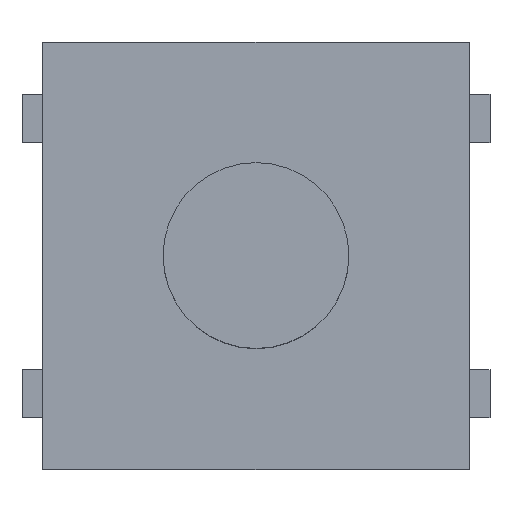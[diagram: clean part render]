
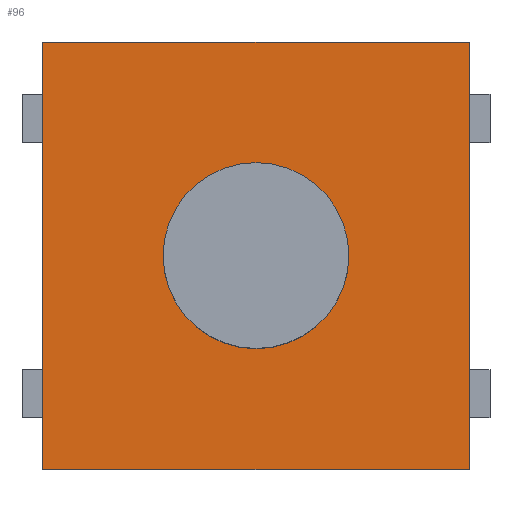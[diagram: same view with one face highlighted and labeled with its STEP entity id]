
A CAD part, top view. The second image highlights one B-rep face of the part: STEP entity #96.
In plain terms, the highlighted planar face has unit normal (0, 0, 1).
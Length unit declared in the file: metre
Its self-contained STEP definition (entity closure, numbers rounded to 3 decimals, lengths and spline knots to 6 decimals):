
#96 = ADVANCED_FACE( '', ( #206 ), #207, .T. );
#206 = FACE_OUTER_BOUND( '', #338, .T. );
#207 = PLANE( '', #339 );
#338 = EDGE_LOOP( '', ( #471, #472, #473, #474 ) );
#339 = AXIS2_PLACEMENT_3D( '', #475, #476, #477 );
#471 = ORIENTED_EDGE( '', *, *, #705, .F. );
#472 = ORIENTED_EDGE( '', *, *, #706, .T. );
#473 = ORIENTED_EDGE( '', *, *, #707, .T. );
#474 = ORIENTED_EDGE( '', *, *, #708, .F. );
#475 = CARTESIAN_POINT( '', ( 0., 0., 0.0029 ) );
#476 = DIRECTION( '', ( 0., 0., 1. ) );
#477 = DIRECTION( '', ( 1., 0., 0. ) );
#705 = EDGE_CURVE( '', #823, #824, #825, .T. );
#706 = EDGE_CURVE( '', #823, #826, #827, .T. );
#707 = EDGE_CURVE( '', #826, #828, #829, .T. );
#708 = EDGE_CURVE( '', #824, #828, #830, .T. );
#823 = VERTEX_POINT( '', #983 );
#824 = VERTEX_POINT( '', #984 );
#825 = LINE( '', #985, #986 );
#826 = VERTEX_POINT( '', #987 );
#827 = LINE( '', #988, #989 );
#828 = VERTEX_POINT( '', #990 );
#829 = LINE( '', #991, #992 );
#830 = LINE( '', #993, #994 );
#983 = CARTESIAN_POINT( '', ( 0.0031, 0.0031, 0.0029 ) );
#984 = CARTESIAN_POINT( '', ( 0.0031, -0.0031, 0.0029 ) );
#985 = CARTESIAN_POINT( '', ( 0.0031, 0., 0.0029 ) );
#986 = VECTOR( '', #1128, 1. );
#987 = CARTESIAN_POINT( '', ( -0.0031, 0.0031, 0.0029 ) );
#988 = CARTESIAN_POINT( '', ( 0., 0.0031, 0.0029 ) );
#989 = VECTOR( '', #1129, 1. );
#990 = CARTESIAN_POINT( '', ( -0.0031, -0.0031, 0.0029 ) );
#991 = CARTESIAN_POINT( '', ( -0.0031, 0., 0.0029 ) );
#992 = VECTOR( '', #1130, 1. );
#993 = CARTESIAN_POINT( '', ( 0., -0.0031, 0.0029 ) );
#994 = VECTOR( '', #1131, 1. );
#1128 = DIRECTION( '', ( 0., -1., 0. ) );
#1129 = DIRECTION( '', ( -1., 0., 0. ) );
#1130 = DIRECTION( '', ( 0., -1., 0. ) );
#1131 = DIRECTION( '', ( -1., 0., 0. ) );
